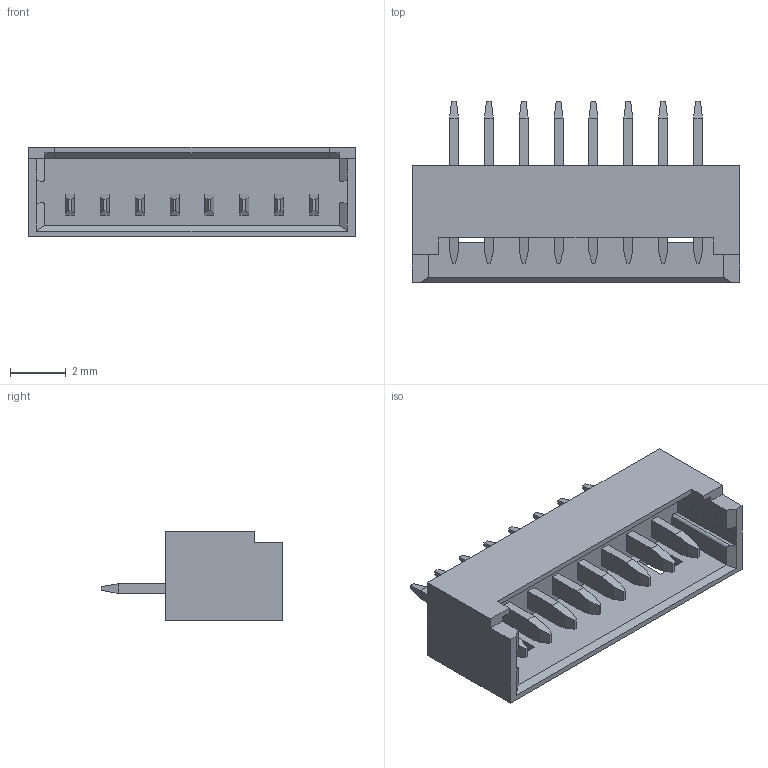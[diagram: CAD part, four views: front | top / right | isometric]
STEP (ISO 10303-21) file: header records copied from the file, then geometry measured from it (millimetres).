
FILE_DESCRIPTION(/* description */ (''),/* implementation_level */ '2;1');
FILE_NAME(/* name */ '530470810wbm000_01_214.stp',/* time_stamp */ '2021-10-29T11:39:01+05:00',/* author */ (''),/* organization */ (''),/* preprocessor_version */ 'ST-DEVELOPER v16.7',/* originating_system */ 'SIEMENS PLM Software NX 1919',/* authorisation */ '');
FILE_SCHEMA (('AUTOMOTIVE_DESIGN { 1 0 10303 214 3 1 1 1 }'));
Length unit declared in the file: millimetre
Products named in the file (1): 530470810wbm000_01
Bounding box: 11.75 x 6.5 x 3.2 mm (x, y, z)
Volume: 78.8 mm3; surface area: 299.4 mm2
Topology: 1 solids, 1 shells, 190 faces, 478 edges, 306 vertices
Faces by surface type: plane 186, cylinder 4
Entity records: 5558 total; most frequent: CARTESIAN_POINT 975, ORIENTED_EDGE 956, DIRECTION 868, EDGE_CURVE 478, LINE 470, VECTOR 470, VERTEX_POINT 306, EDGE_LOOP 210
